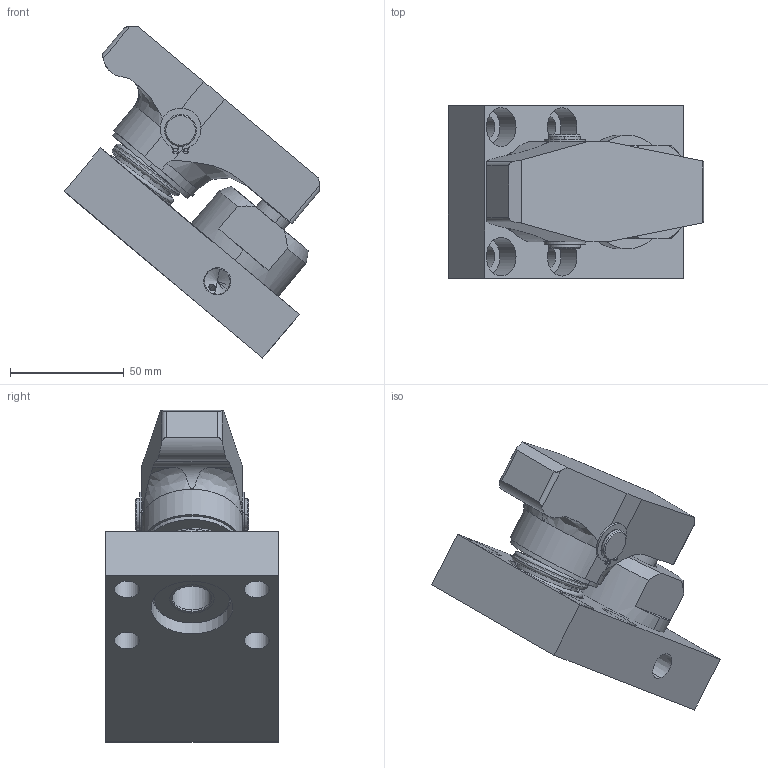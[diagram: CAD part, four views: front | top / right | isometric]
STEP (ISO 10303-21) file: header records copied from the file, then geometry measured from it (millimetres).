
FILE_DESCRIPTION (( 'STEP AP203' ), '1' );
FILE_NAME ('CYS-3006 陔蚾饜极.STEP', '2019-12-11T09:04:48', ( '' ), ( '' ), 'SwSTEP 2.0', 'SolidWorks 2017', '' );
FILE_SCHEMA (( 'CONFIG_CONTROL_DESIGN' ));
Length unit declared in the file: millimetre
Products named in the file (9): CYS-3006活塞杆; CYS-3006 陔蚾饜极; CYS-3006活塞杆新; ヶ裔; RCS-3006菜え; RCS-3006粟銅; RCS-3006絳砃翐; RCS-3006縐遠; RCS-3006掛极
Assembly tree (8 placements, depth 2):
  CYS-3006 陔蚾饜极
    CYS-3006活塞杆
    RCS-3006掛极
    RCS-3006絳砃翐
    CYS-3006活塞杆新
    ヶ裔
    RCS-3006菜え
    RCS-3006粟銅
    RCS-3006縐遠
Bounding box: 112.48 x 76 x 146 mm (x, y, z)
Volume: 518652.4 mm3; surface area: 141137.6 mm2
Topology: 11 solids, 12 shells, 404 faces, 1027 edges, 650 vertices
Faces by surface type: cylinder 195, plane 113, cone 67, torus 18, bspline 9, sphere 2
Entity records: 16786 total; most frequent: CARTESIAN_POINT 5982, DIRECTION 2183, ORIENTED_EDGE 1991, EDGE_CURVE 1001, AXIS2_PLACEMENT_3D 900, VERTEX_POINT 650, CIRCLE 493, EDGE_LOOP 489
